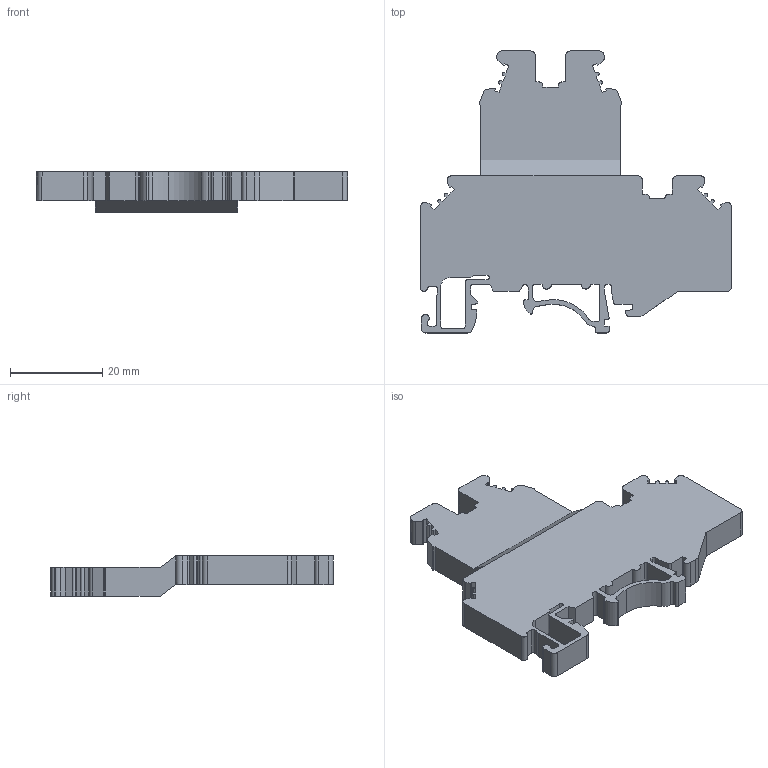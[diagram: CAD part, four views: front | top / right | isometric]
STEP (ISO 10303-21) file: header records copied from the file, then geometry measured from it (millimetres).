
FILE_DESCRIPTION((''),'2;1');
FILE_NAME('8YB754759','2020-03-25T',('Administrator'),(''),'PRO/ENGINEER BY PARAMETRIC TECHNOLOGY CORPORATION, 2013230','PRO/ENGINEER BY PARAMETRIC TECHNOLOGY CORPORATION, 2013230','');
FILE_SCHEMA(('CONFIG_CONTROL_DESIGN'));
Length unit declared in the file: millimetre
Products named in the file (1): 8YB754759
Bounding box: 67.3 x 61 x 8.7 mm (x, y, z)
Volume: 14518.9 mm3; surface area: 7438.3 mm2
Topology: 1 solids, 1 shells, 220 faces, 650 edges, 432 vertices
Faces by surface type: plane 140, cylinder 80
Entity records: 7399 total; most frequent: CARTESIAN_POINT 1322, ORIENTED_EDGE 1300, DIRECTION 1244, EDGE_CURVE 650, VECTOR 490, LINE 490, VERTEX_POINT 432, AXIS2_PLACEMENT_3D 377
